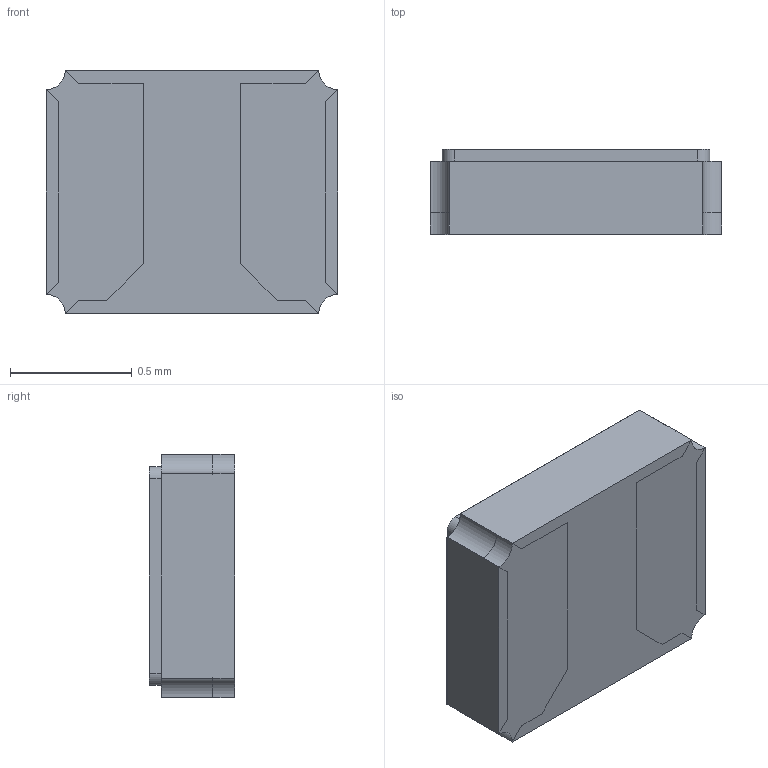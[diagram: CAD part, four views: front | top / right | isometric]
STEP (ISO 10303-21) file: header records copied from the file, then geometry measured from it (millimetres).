
FILE_DESCRIPTION (( 'STEP AP214' ), '1' );
FILE_NAME ('ECX 1210(rev 1).STEP', '2017-12-06T09:31:04', ( '' ), ( '' ), 'SwSTEP 2.0', 'SolidWorks 2017', '' );
FILE_SCHEMA (( 'AUTOMOTIVE_DESIGN' ));
Length unit declared in the file: millimetre
Products named in the file (1): ECX 1210(rev 1)
Bounding box: 1.2 x 0.35 x 1 mm (x, y, z)
Volume: 0.4 mm3; surface area: 8.3 mm2
Topology: 5 solids, 5 shells, 95 faces, 244 edges, 160 vertices
Faces by surface type: plane 71, cylinder 24
Entity records: 2936 total; most frequent: CARTESIAN_POINT 500, ORIENTED_EDGE 488, DIRECTION 484, EDGE_CURVE 244, LINE 196, VECTOR 196, VERTEX_POINT 160, AXIS2_PLACEMENT_3D 144
